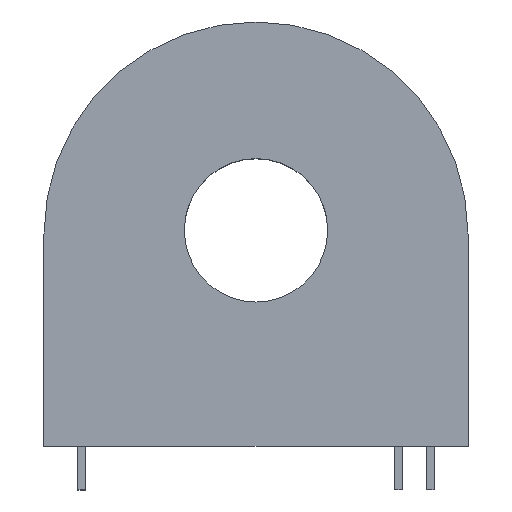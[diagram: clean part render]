
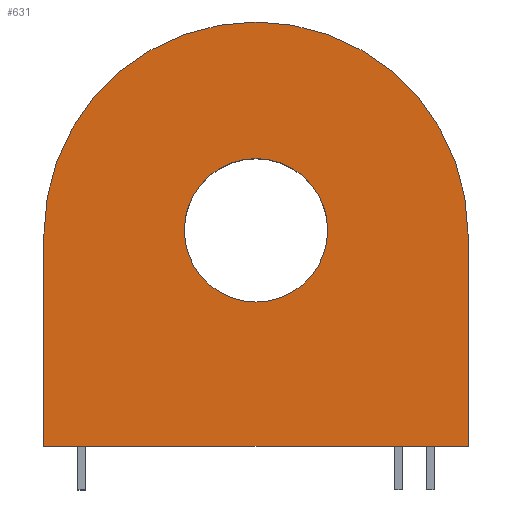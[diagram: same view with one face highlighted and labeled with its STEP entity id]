
A CAD part, top view. The second image highlights one B-rep face of the part: STEP entity #631.
In plain terms, the highlighted planar face has unit normal (0, 0, 1).
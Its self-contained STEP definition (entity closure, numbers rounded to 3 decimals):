
#6 = ORIENTED_EDGE ( 'NONE', *, *, #272, .T. ) ;
#12 = VERTEX_POINT ( 'NONE', #358 ) ;
#19 = CARTESIAN_POINT ( 'NONE',  ( 0., 0., 14. ) ) ;
#24 = PLANE ( 'NONE',  #417 ) ;
#25 = CARTESIAN_POINT ( 'NONE',  ( 5.75, 0.3, 14. ) ) ;
#46 = DIRECTION ( 'NONE',  ( 1., 0., 0. ) ) ;
#91 = CIRCLE ( 'NONE', #875, 5.75 ) ;
#104 = DIRECTION ( 'NONE',  ( -1., 0., 0. ) ) ;
#113 = FACE_BOUND ( 'NONE', #199, .T. ) ;
#123 = AXIS2_PLACEMENT_3D ( 'NONE', #746, #287, #227 ) ;
#197 = EDGE_CURVE ( 'NONE', #12, #880, #238, .T. ) ;
#199 = EDGE_LOOP ( 'NONE', ( #587, #208 ) ) ;
#202 = CARTESIAN_POINT ( 'NONE',  ( 17., 0., 14. ) ) ;
#208 = ORIENTED_EDGE ( 'NONE', *, *, #874, .F. ) ;
#221 = EDGE_CURVE ( 'NONE', #225, #428, #839, .T. ) ;
#225 = VERTEX_POINT ( 'NONE', #601 ) ;
#227 = DIRECTION ( 'NONE',  ( 1., 0., 0. ) ) ;
#238 = CIRCLE ( 'NONE', #722, 17. ) ;
#243 = DIRECTION ( 'NONE',  ( 0., -1., 0. ) ) ;
#251 = ORIENTED_EDGE ( 'NONE', *, *, #853, .T. ) ;
#257 = CARTESIAN_POINT ( 'NONE',  ( 0., 0.3, 14. ) ) ;
#272 = EDGE_CURVE ( 'NONE', #738, #809, #736, .T. ) ;
#278 = CARTESIAN_POINT ( 'NONE',  ( -17., -17., 14. ) ) ;
#287 = DIRECTION ( 'NONE',  ( 0., 0., 1. ) ) ;
#297 = LINE ( 'NONE', #630, #735 ) ;
#304 = FACE_OUTER_BOUND ( 'NONE', #554, .T. ) ;
#307 = VECTOR ( 'NONE', #338, 1000. ) ;
#326 = VECTOR ( 'NONE', #360, 1000. ) ;
#330 = CARTESIAN_POINT ( 'NONE',  ( -17., -17., 14. ) ) ;
#338 = DIRECTION ( 'NONE',  ( 0., 1., 0. ) ) ;
#358 = CARTESIAN_POINT ( 'NONE',  ( 17., 0., 14. ) ) ;
#360 = DIRECTION ( 'NONE',  ( 1., 0., 0. ) ) ;
#391 = EDGE_CURVE ( 'NONE', #880, #738, #297, .T. ) ;
#409 = DIRECTION ( 'NONE',  ( -1., 0., 0. ) ) ;
#417 = AXIS2_PLACEMENT_3D ( 'NONE', #19, #505, #104 ) ;
#418 = DIRECTION ( 'NONE',  ( 0., 0., 1. ) ) ;
#428 = VERTEX_POINT ( 'NONE', #25 ) ;
#463 = ORIENTED_EDGE ( 'NONE', *, *, #197, .T. ) ;
#465 = CARTESIAN_POINT ( 'NONE',  ( -17., 0., 14. ) ) ;
#505 = DIRECTION ( 'NONE',  ( 0., 0., -1. ) ) ;
#554 = EDGE_LOOP ( 'NONE', ( #463, #856, #6, #251 ) ) ;
#587 = ORIENTED_EDGE ( 'NONE', *, *, #221, .F. ) ;
#601 = CARTESIAN_POINT ( 'NONE',  ( -5.75, 0.3, 14. ) ) ;
#630 = CARTESIAN_POINT ( 'NONE',  ( -17., 0., 14. ) ) ;
#631 = ADVANCED_FACE ( 'NONE', ( #304, #113 ), #24, .F. ) ;
#647 = CARTESIAN_POINT ( 'NONE',  ( 17., -17., 14. ) ) ;
#722 = AXIS2_PLACEMENT_3D ( 'NONE', #810, #418, #409 ) ;
#735 = VECTOR ( 'NONE', #243, 1000. ) ;
#736 = LINE ( 'NONE', #278, #326 ) ;
#738 = VERTEX_POINT ( 'NONE', #330 ) ;
#746 = CARTESIAN_POINT ( 'NONE',  ( 0., 0.3, 14. ) ) ;
#794 = LINE ( 'NONE', #202, #307 ) ;
#798 = DIRECTION ( 'NONE',  ( 0., 0., 1. ) ) ;
#809 = VERTEX_POINT ( 'NONE', #647 ) ;
#810 = CARTESIAN_POINT ( 'NONE',  ( 0., 0., 14. ) ) ;
#839 = CIRCLE ( 'NONE', #123, 5.75 ) ;
#853 = EDGE_CURVE ( 'NONE', #809, #12, #794, .T. ) ;
#856 = ORIENTED_EDGE ( 'NONE', *, *, #391, .T. ) ;
#874 = EDGE_CURVE ( 'NONE', #428, #225, #91, .T. ) ;
#875 = AXIS2_PLACEMENT_3D ( 'NONE', #257, #798, #46 ) ;
#880 = VERTEX_POINT ( 'NONE', #465 ) ;
